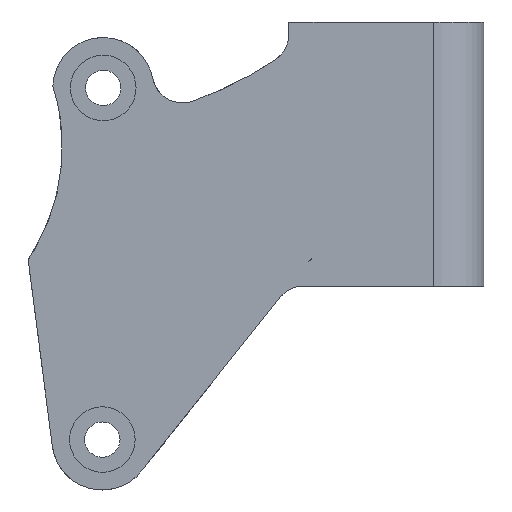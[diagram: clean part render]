
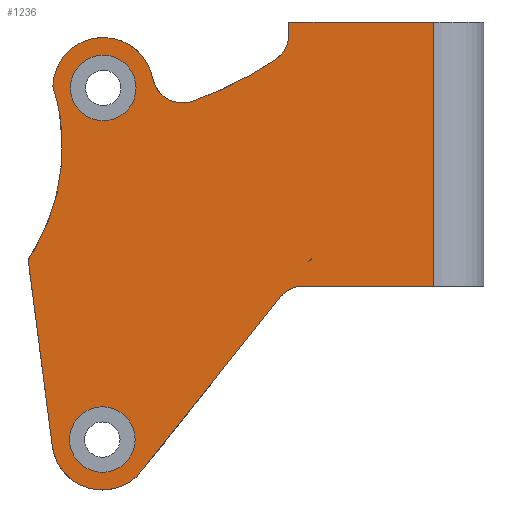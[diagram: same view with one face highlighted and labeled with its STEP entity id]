
A CAD part, front view. The second image highlights one B-rep face of the part: STEP entity #1236.
In plain terms, the highlighted planar face has unit normal (0, -1, 0).
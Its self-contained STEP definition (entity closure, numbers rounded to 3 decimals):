
#19=FACE_BOUND('',#390,.T.);
#20=FACE_BOUND('',#391,.T.);
#21=FACE_BOUND('',#392,.T.);
#43=PLANE('',#1365);
#66=LINE('',#2048,#157);
#90=LINE('',#2306,#181);
#135=LINE('',#2429,#226);
#136=LINE('',#2433,#227);
#137=LINE('',#2435,#228);
#138=LINE('',#2444,#229);
#139=LINE('',#2447,#230);
#140=LINE('',#2450,#231);
#157=VECTOR('',#1436,10.);
#181=VECTOR('',#1562,10.);
#226=VECTOR('',#1659,10.);
#227=VECTOR('',#1664,10.);
#228=VECTOR('',#1665,10.);
#229=VECTOR('',#1674,10.);
#230=VECTOR('',#1677,10.);
#231=VECTOR('',#1680,10.);
#317=FACE_OUTER_BOUND('',#389,.T.);
#389=EDGE_LOOP('',(#1064,#1065,#1066,#1067,#1068,#1069,#1070,#1071,#1072,
#1073,#1074,#1075,#1076,#1077,#1078));
#390=EDGE_LOOP('',(#1079,#1080,#1081));
#391=EDGE_LOOP('',(#1082));
#392=EDGE_LOOP('',(#1083));
#443=CIRCLE('',#1317,5.);
#445=CIRCLE('',#1320,20.);
#450=CIRCLE('',#1329,20.);
#451=CIRCLE('',#1330,20.);
#465=CIRCLE('',#1366,3.);
#466=CIRCLE('',#1367,36.689);
#467=CIRCLE('',#1368,3.);
#468=CIRCLE('',#1369,5.);
#469=CIRCLE('',#1370,3.);
#470=CIRCLE('',#1371,30.818);
#471=CIRCLE('',#1372,3.25);
#472=CIRCLE('',#1373,3.25);
#510=VERTEX_POINT('',#1772);
#532=VERTEX_POINT('',#2045);
#533=VERTEX_POINT('',#2047);
#558=VERTEX_POINT('',#2245);
#559=VERTEX_POINT('',#2249);
#566=VERTEX_POINT('',#2275);
#575=VERTEX_POINT('',#2303);
#576=VERTEX_POINT('',#2305);
#611=VERTEX_POINT('',#2426);
#612=VERTEX_POINT('',#2428);
#613=VERTEX_POINT('',#2432);
#614=VERTEX_POINT('',#2434);
#615=VERTEX_POINT('',#2436);
#616=VERTEX_POINT('',#2438);
#617=VERTEX_POINT('',#2440);
#618=VERTEX_POINT('',#2443);
#619=VERTEX_POINT('',#2445);
#620=VERTEX_POINT('',#2448);
#621=VERTEX_POINT('',#2451);
#622=VERTEX_POINT('',#2453);
#659=EDGE_CURVE('',#533,#532,#66,.T.);
#697=EDGE_CURVE('',#532,#558,#443,.T.);
#700=EDGE_CURVE('',#559,#510,#445,.T.);
#710=EDGE_CURVE('',#566,#559,#450,.T.);
#712=EDGE_CURVE('',#510,#533,#451,.T.);
#723=EDGE_CURVE('',#576,#575,#90,.F.);
#779=EDGE_CURVE('',#611,#612,#135,.T.);
#781=EDGE_CURVE('',#611,#613,#136,.T.);
#782=EDGE_CURVE('',#613,#614,#137,.T.);
#783=EDGE_CURVE('',#615,#614,#465,.T.);
#784=EDGE_CURVE('',#615,#616,#466,.T.);
#785=EDGE_CURVE('',#617,#616,#467,.T.);
#786=EDGE_CURVE('',#617,#566,#468,.T.);
#787=EDGE_CURVE('',#558,#618,#138,.T.);
#788=EDGE_CURVE('',#619,#618,#469,.T.);
#789=EDGE_CURVE('',#619,#612,#139,.T.);
#790=EDGE_CURVE('',#575,#620,#470,.F.);
#791=EDGE_CURVE('',#620,#576,#140,.F.);
#792=EDGE_CURVE('',#621,#621,#471,.T.);
#793=EDGE_CURVE('',#622,#622,#472,.T.);
#1064=ORIENTED_EDGE('',*,*,#779,.F.);
#1065=ORIENTED_EDGE('',*,*,#781,.T.);
#1066=ORIENTED_EDGE('',*,*,#782,.T.);
#1067=ORIENTED_EDGE('',*,*,#783,.F.);
#1068=ORIENTED_EDGE('',*,*,#784,.T.);
#1069=ORIENTED_EDGE('',*,*,#785,.F.);
#1070=ORIENTED_EDGE('',*,*,#786,.T.);
#1071=ORIENTED_EDGE('',*,*,#710,.T.);
#1072=ORIENTED_EDGE('',*,*,#700,.T.);
#1073=ORIENTED_EDGE('',*,*,#712,.T.);
#1074=ORIENTED_EDGE('',*,*,#659,.T.);
#1075=ORIENTED_EDGE('',*,*,#697,.T.);
#1076=ORIENTED_EDGE('',*,*,#787,.T.);
#1077=ORIENTED_EDGE('',*,*,#788,.F.);
#1078=ORIENTED_EDGE('',*,*,#789,.T.);
#1079=ORIENTED_EDGE('',*,*,#723,.T.);
#1080=ORIENTED_EDGE('',*,*,#790,.T.);
#1081=ORIENTED_EDGE('',*,*,#791,.T.);
#1082=ORIENTED_EDGE('',*,*,#792,.T.);
#1083=ORIENTED_EDGE('',*,*,#793,.T.);
#1236=ADVANCED_FACE('',(#317,#19,#20,#21),#43,.F.);
#1317=AXIS2_PLACEMENT_3D('',#2247,#1508,#1509);
#1320=AXIS2_PLACEMENT_3D('',#2256,#1514,#1515);
#1329=AXIS2_PLACEMENT_3D('',#2276,#1537,#1538);
#1330=AXIS2_PLACEMENT_3D('',#2278,#1540,#1541);
#1365=AXIS2_PLACEMENT_3D('',#2431,#1662,#1663);
#1366=AXIS2_PLACEMENT_3D('',#2437,#1666,#1667);
#1367=AXIS2_PLACEMENT_3D('',#2439,#1668,#1669);
#1368=AXIS2_PLACEMENT_3D('',#2441,#1670,#1671);
#1369=AXIS2_PLACEMENT_3D('',#2442,#1672,#1673);
#1370=AXIS2_PLACEMENT_3D('',#2446,#1675,#1676);
#1371=AXIS2_PLACEMENT_3D('',#2449,#1678,#1679);
#1372=AXIS2_PLACEMENT_3D('',#2452,#1681,#1682);
#1373=AXIS2_PLACEMENT_3D('',#2454,#1683,#1684);
#1436=DIRECTION('',(0.129,0.,-0.992));
#1508=DIRECTION('center_axis',(0.,-1.,0.));
#1509=DIRECTION('ref_axis',(1.,0.,0.));
#1514=DIRECTION('center_axis',(0.,1.,0.));
#1515=DIRECTION('ref_axis',(1.,0.,0.));
#1537=DIRECTION('center_axis',(0.,1.,0.));
#1538=DIRECTION('ref_axis',(1.,0.,0.));
#1540=DIRECTION('center_axis',(0.,1.,0.));
#1541=DIRECTION('ref_axis',(1.,0.,0.));
#1562=DIRECTION('',(0.,0.,1.));
#1659=DIRECTION('',(0.,0.,-1.));
#1662=DIRECTION('center_axis',(0.,1.,0.));
#1663=DIRECTION('ref_axis',(1.,0.,0.));
#1664=DIRECTION('',(-1.,0.,0.));
#1665=DIRECTION('',(0.,0.,-1.));
#1666=DIRECTION('center_axis',(0.,-1.,0.));
#1667=DIRECTION('ref_axis',(0.883,0.,-0.47));
#1668=DIRECTION('center_axis',(0.,1.,0.));
#1669=DIRECTION('ref_axis',(0.631,0.,-0.776));
#1670=DIRECTION('center_axis',(0.,-1.,0.));
#1671=DIRECTION('ref_axis',(-0.497,0.,-0.868));
#1672=DIRECTION('center_axis',(0.,-1.,0.));
#1673=DIRECTION('ref_axis',(1.,0.,0.));
#1674=DIRECTION('',(0.623,0.,0.783));
#1675=DIRECTION('center_axis',(0.,-1.,0.));
#1676=DIRECTION('ref_axis',(-0.434,0.,0.901));
#1677=DIRECTION('',(1.,0.,0.));
#1678=DIRECTION('center_axis',(0.,-1.,0.));
#1679=DIRECTION('ref_axis',(0.446,0.,-0.895));
#1680=DIRECTION('',(-0.623,0.,-0.783));
#1681=DIRECTION('center_axis',(0.,1.,0.));
#1682=DIRECTION('ref_axis',(1.,0.,0.));
#1683=DIRECTION('center_axis',(0.,1.,0.));
#1684=DIRECTION('ref_axis',(1.,0.,0.));
#1772=CARTESIAN_POINT('',(7.143,-1.,-5.302));
#2045=CARTESIAN_POINT('',(9.009,-1.,-24.62));
#2047=CARTESIAN_POINT('',(6.604,-1.,-6.15));
#2048=CARTESIAN_POINT('',(6.604,-1.,-6.15));
#2245=CARTESIAN_POINT('',(17.88,-1.,-27.087));
#2247=CARTESIAN_POINT('Origin',(13.967,-1.,-23.975));
#2249=CARTESIAN_POINT('',(9.946,-1.,6.471));
#2256=CARTESIAN_POINT('Origin',(-10.,-1.,5.));
#2275=CARTESIAN_POINT('',(9.058,-1.,11.065));
#2276=CARTESIAN_POINT('Origin',(-10.,-1.,5.));
#2278=CARTESIAN_POINT('Origin',(-10.,-1.,5.));
#2303=CARTESIAN_POINT('',(34.678,-1.,-6.17));
#2305=CARTESIAN_POINT('',(34.678,-1.,-5.972));
#2306=CARTESIAN_POINT('',(34.678,-1.,-6.187));
#2426=CARTESIAN_POINT('',(46.798,-1.,17.427));
#2428=CARTESIAN_POINT('',(46.798,-1.,-8.756));
#2429=CARTESIAN_POINT('',(46.798,-1.,-7.265));
#2431=CARTESIAN_POINT('Origin',(29.201,-1.,-5.774));
#2432=CARTESIAN_POINT('',(32.463,-1.,17.427));
#2433=CARTESIAN_POINT('',(51.798,-1.,17.427));
#2434=CARTESIAN_POINT('',(32.463,-1.,16.196));
#2435=CARTESIAN_POINT('',(32.463,-1.,17.427));
#2436=CARTESIAN_POINT('',(31.137,-1.,13.707));
#2437=CARTESIAN_POINT('Origin',(29.463,-1.,16.196));
#2438=CARTESIAN_POINT('',(22.913,-1.,9.569));
#2439=CARTESIAN_POINT('Origin',(10.664,-1.,44.152));
#2440=CARTESIAN_POINT('',(18.965,-1.,11.83));
#2441=CARTESIAN_POINT('Origin',(21.911,-1.,12.397));
#2442=CARTESIAN_POINT('Origin',(14.055,-1.,10.887));
#2443=CARTESIAN_POINT('',(31.562,-1.,-9.889));
#2444=CARTESIAN_POINT('',(34.415,-1.,-6.302));
#2445=CARTESIAN_POINT('',(33.91,-1.,-8.756));
#2446=CARTESIAN_POINT('Origin',(33.91,-1.,-11.756));
#2447=CARTESIAN_POINT('',(32.463,-1.,-8.756));
#2448=CARTESIAN_POINT('',(34.415,-1.,-6.302));
#2449=CARTESIAN_POINT('Origin',(20.66,-1.,21.276));
#2450=CARTESIAN_POINT('',(34.415,-1.,-6.302));
#2451=CARTESIAN_POINT('',(10.805,-1.,10.887));
#2452=CARTESIAN_POINT('Origin',(14.055,-1.,10.887));
#2453=CARTESIAN_POINT('',(10.717,-1.,-23.975));
#2454=CARTESIAN_POINT('Origin',(13.967,-1.,-23.975));
